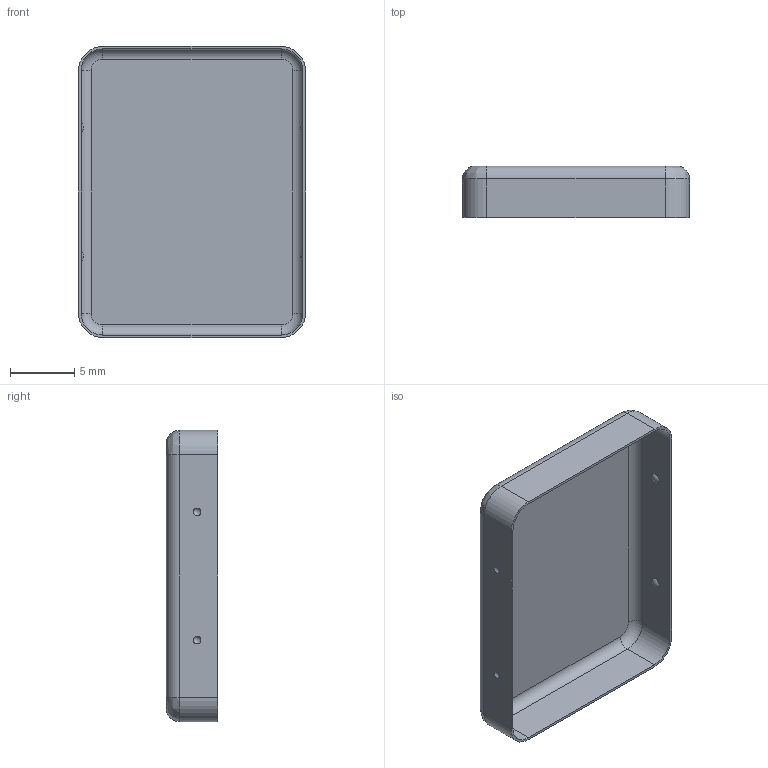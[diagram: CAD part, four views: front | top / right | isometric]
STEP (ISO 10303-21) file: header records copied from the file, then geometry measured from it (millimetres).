
FILE_DESCRIPTION( ( 'Unknown' ), '1' );
FILE_NAME( '3671223.stp', 'Unknown', ( 'Unknown' ), ( 'Unknown' ), 'PSStep 21.0.46', 'Unknown', ' ' );
FILE_SCHEMA( ( 'AUTOMOTIVE_DESIGN { 1 0 10303 214 1 1 1 1 }' ) );
Length unit declared in the file: millimetre
Products named in the file (1): MS223-10C
Bounding box: 17.7 x 4 x 22.7 mm (x, y, z)
Volume: 132.3 mm3; surface area: 1338.1 mm2
Topology: 1 solids, 1 shells, 43 faces, 88 edges, 56 vertices
Faces by surface type: cylinder 16, plane 11, sphere 8, bspline 4, torus 4
Entity records: 1550 total; most frequent: CARTESIAN_POINT 248, DIRECTION 216, ORIENTED_EDGE 176, AXIS2_PLACEMENT_3D 88, EDGE_CURVE 88, VERTEX_POINT 56, EDGE_LOOP 52, CIRCLE 48
